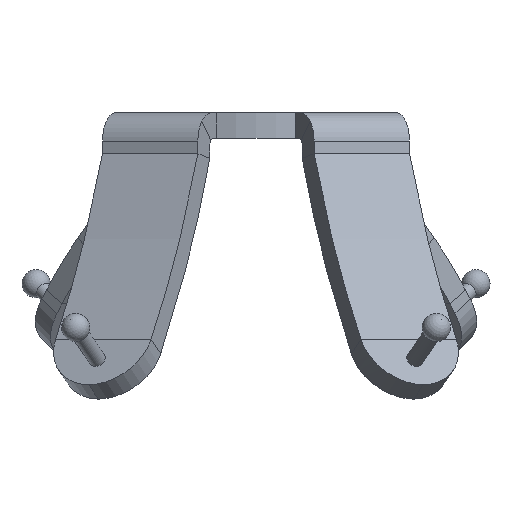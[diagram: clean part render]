
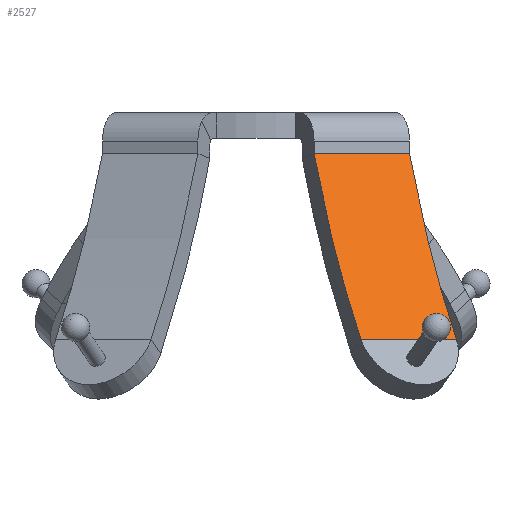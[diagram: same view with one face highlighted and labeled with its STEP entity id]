
A CAD part, front view. The second image highlights one B-rep face of the part: STEP entity #2527.
In plain terms, the highlighted free-form (B-spline) face has degree [3, 1] with [10, 2] control points.
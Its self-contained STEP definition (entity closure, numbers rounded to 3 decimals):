
#341=FACE_OUTER_BOUND('',#491,.T.);
#491=EDGE_LOOP('',(#2195,#2196,#2197,#2198,#2199,#2200));
#686=LINE('',#4605,#891);
#688=LINE('',#4694,#893);
#891=VECTOR('',#3249,900.);
#893=VECTOR('',#3253,900.);
#999=B_SPLINE_CURVE_WITH_KNOTS('',3,(#4222,#4223,#4224,#4225),
 .UNSPECIFIED.,.F.,.F.,(4,4),(-0.002,0.),
 .UNSPECIFIED.);
#1010=B_SPLINE_CURVE_WITH_KNOTS('',3,(#4680,#4681,#4682,#4683),
 .UNSPECIFIED.,.F.,.F.,(4,4),(-0.002,0.),
 .UNSPECIFIED.);
#1011=B_SPLINE_CURVE_WITH_KNOTS('',3,(#4685,#4686,#4687,#4688,#4689,#4690,
#4691,#4692),.UNSPECIFIED.,.F.,.F.,(4,2,2,4),(0.007,0.5,
0.75,1.),.UNSPECIFIED.);
#1012=B_SPLINE_CURVE_WITH_KNOTS('',3,(#4695,#4696,#4697,#4698,#4699,#4700,
#4701,#4702),.UNSPECIFIED.,.F.,.F.,(4,2,2,4),(0.007,0.5,
0.75,1.),.UNSPECIFIED.);
#1131=VERTEX_POINT('',#4219);
#1132=VERTEX_POINT('',#4221);
#1210=VERTEX_POINT('',#4603);
#1214=VERTEX_POINT('',#4679);
#1215=VERTEX_POINT('',#4684);
#1216=VERTEX_POINT('',#4693);
#1405=EDGE_CURVE('',#1131,#1132,#999,.T.);
#1549=EDGE_CURVE('',#1210,#1131,#686,.T.);
#1554=EDGE_CURVE('',#1214,#1210,#1010,.T.);
#1555=EDGE_CURVE('',#1215,#1214,#1011,.T.);
#1556=EDGE_CURVE('',#1216,#1215,#688,.T.);
#1557=EDGE_CURVE('',#1216,#1132,#1012,.T.);
#2195=ORIENTED_EDGE('',*,*,#1549,.F.);
#2196=ORIENTED_EDGE('',*,*,#1554,.F.);
#2197=ORIENTED_EDGE('',*,*,#1555,.F.);
#2198=ORIENTED_EDGE('',*,*,#1556,.F.);
#2199=ORIENTED_EDGE('',*,*,#1557,.T.);
#2200=ORIENTED_EDGE('',*,*,#1405,.F.);
#2423=B_SPLINE_SURFACE_WITH_KNOTS('',3,1,((#4659,#4660),(#4661,#4662),(#4663,
#4664),(#4665,#4666),(#4667,#4668),(#4669,#4670),(#4671,#4672),(#4673,#4674),
(#4675,#4676),(#4677,#4678)),.UNSPECIFIED.,.F.,.F.,.F.,(4,2,2,2,4),(2,2),
(0.,0.5,0.75,1.,1.005),(0.,2.748),.UNSPECIFIED.);
#2527=ADVANCED_FACE('',(#341),#2423,.T.);
#3249=DIRECTION('',(-0.885,-0.466,0.));
#3253=DIRECTION('',(0.885,0.466,0.));
#4219=CARTESIAN_POINT('',(16.736,-40.57,-33.305));
#4221=CARTESIAN_POINT('',(16.731,-40.561,-33.292));
#4222=CARTESIAN_POINT('Ctrl Pts',(16.736,-40.57,-33.305));
#4223=CARTESIAN_POINT('Ctrl Pts',(16.734,-40.567,-33.301));
#4224=CARTESIAN_POINT('Ctrl Pts',(16.733,-40.564,-33.296));
#4225=CARTESIAN_POINT('Ctrl Pts',(16.731,-40.561,-33.292));
#4603=CARTESIAN_POINT('',(31.932,-32.561,-33.305));
#4605=CARTESIAN_POINT('',(24.334,-36.565,-33.305));
#4659=CARTESIAN_POINT('Ctrl Pts',(9.209,-26.29,-3.462));
#4660=CARTESIAN_POINT('Ctrl Pts',(31.092,-14.756,-3.462));
#4661=CARTESIAN_POINT('Ctrl Pts',(10.17,-28.113,-8.783));
#4662=CARTESIAN_POINT('Ctrl Pts',(32.053,-16.58,-8.783));
#4663=CARTESIAN_POINT('Ctrl Pts',(11.278,-30.214,-13.928));
#4664=CARTESIAN_POINT('Ctrl Pts',(33.16,-18.681,-13.928));
#4665=CARTESIAN_POINT('Ctrl Pts',(13.158,-33.782,-21.385));
#4666=CARTESIAN_POINT('Ctrl Pts',(35.041,-22.249,-21.385));
#4667=CARTESIAN_POINT('Ctrl Pts',(13.822,-35.041,-23.828));
#4668=CARTESIAN_POINT('Ctrl Pts',(35.704,-23.508,-23.828));
#4669=CARTESIAN_POINT('Ctrl Pts',(15.222,-37.698,-28.626));
#4670=CARTESIAN_POINT('Ctrl Pts',(37.104,-26.165,-28.626));
#4671=CARTESIAN_POINT('Ctrl Pts',(15.955,-39.088,-30.97));
#4672=CARTESIAN_POINT('Ctrl Pts',(37.837,-27.555,-30.97));
#4673=CARTESIAN_POINT('Ctrl Pts',(16.749,-40.594,-33.343));
#4674=CARTESIAN_POINT('Ctrl Pts',(38.631,-29.061,-33.343));
#4675=CARTESIAN_POINT('Ctrl Pts',(16.765,-40.625,-33.392));
#4676=CARTESIAN_POINT('Ctrl Pts',(38.647,-29.092,-33.392));
#4677=CARTESIAN_POINT('Ctrl Pts',(16.781,-40.656,-33.441));
#4678=CARTESIAN_POINT('Ctrl Pts',(38.664,-29.123,-33.441));
#4679=CARTESIAN_POINT('',(31.927,-32.552,-33.292));
#4680=CARTESIAN_POINT('Ctrl Pts',(31.927,-32.552,-33.292));
#4681=CARTESIAN_POINT('Ctrl Pts',(31.929,-32.555,-33.296));
#4682=CARTESIAN_POINT('Ctrl Pts',(31.931,-32.558,-33.301));
#4683=CARTESIAN_POINT('Ctrl Pts',(31.932,-32.561,-33.305));
#4684=CARTESIAN_POINT('',(24.448,-18.361,-3.697));
#4685=CARTESIAN_POINT('Ctrl Pts',(24.448,-18.361,-3.697));
#4686=CARTESIAN_POINT('Ctrl Pts',(25.399,-20.166,-8.934));
#4687=CARTESIAN_POINT('Ctrl Pts',(26.492,-22.24,-14.001));
#4688=CARTESIAN_POINT('Ctrl Pts',(28.354,-25.773,-21.385));
#4689=CARTESIAN_POINT('Ctrl Pts',(29.018,-27.032,-23.828));
#4690=CARTESIAN_POINT('Ctrl Pts',(30.418,-29.688,-28.625));
#4691=CARTESIAN_POINT('Ctrl Pts',(31.151,-31.078,-30.969));
#4692=CARTESIAN_POINT('Ctrl Pts',(31.927,-32.552,-33.292));
#4693=CARTESIAN_POINT('',(9.252,-26.37,-3.697));
#4694=CARTESIAN_POINT('',(16.85,-22.366,-3.697));
#4695=CARTESIAN_POINT('Ctrl Pts',(9.252,-26.37,-3.697));
#4696=CARTESIAN_POINT('Ctrl Pts',(10.203,-28.175,-8.934));
#4697=CARTESIAN_POINT('Ctrl Pts',(11.296,-30.249,-14.001));
#4698=CARTESIAN_POINT('Ctrl Pts',(13.158,-33.782,-21.385));
#4699=CARTESIAN_POINT('Ctrl Pts',(13.822,-35.041,-23.828));
#4700=CARTESIAN_POINT('Ctrl Pts',(15.222,-37.697,-28.625));
#4701=CARTESIAN_POINT('Ctrl Pts',(15.954,-39.087,-30.969));
#4702=CARTESIAN_POINT('Ctrl Pts',(16.731,-40.561,-33.292));
